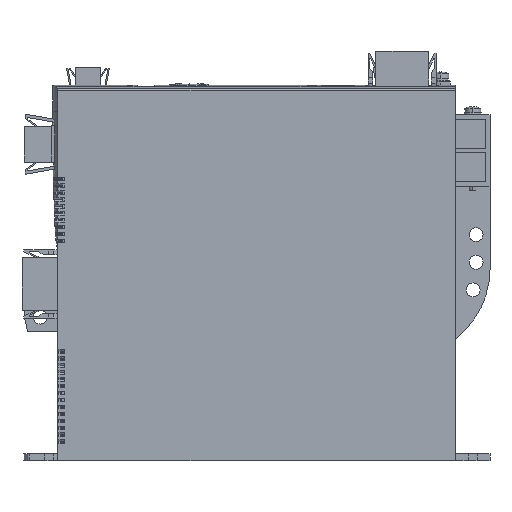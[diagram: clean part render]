
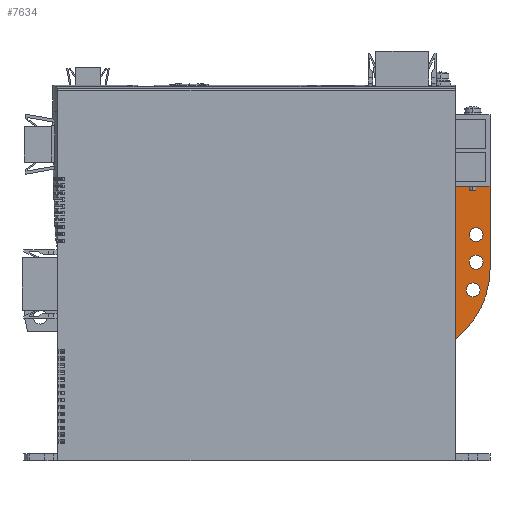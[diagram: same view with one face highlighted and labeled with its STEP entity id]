
A CAD part, left-side view. The second image highlights one B-rep face of the part: STEP entity #7634.
In plain terms, the highlighted planar face has unit normal (-1, 0, 0).
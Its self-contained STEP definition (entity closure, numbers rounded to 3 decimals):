
#7634=ADVANCED_FACE('NONE',(#19122,#19123,#19124,#19125),#19126,.F.);
#19122=FACE_OUTER_BOUND('',#34951,.T.);
#19123=FACE_BOUND('',#34952,.T.);
#19124=FACE_BOUND('',#34953,.T.);
#19125=FACE_BOUND('',#34954,.T.);
#19126=PLANE('',#34955);
#34951=EDGE_LOOP('',(#62117,#62118,#62119,#62120,#62121,#62122,#62123,#62124,#62125));
#34952=EDGE_LOOP('',(#62126,#62127));
#34953=EDGE_LOOP('',(#62128,#62129));
#34954=EDGE_LOOP('',(#62130,#62131));
#34955=AXIS2_PLACEMENT_3D('',#62132,#62133,#62134);
#62117=ORIENTED_EDGE('',*,*,#101151,.F.);
#62118=ORIENTED_EDGE('',*,*,#101152,.T.);
#62119=ORIENTED_EDGE('',*,*,#99156,.F.);
#62120=ORIENTED_EDGE('',*,*,#98143,.T.);
#62121=ORIENTED_EDGE('',*,*,#101153,.T.);
#62122=ORIENTED_EDGE('',*,*,#101154,.T.);
#62123=ORIENTED_EDGE('',*,*,#101155,.T.);
#62124=ORIENTED_EDGE('',*,*,#99160,.F.);
#62125=ORIENTED_EDGE('',*,*,#101156,.T.);
#62126=ORIENTED_EDGE('',*,*,#101157,.F.);
#62127=ORIENTED_EDGE('',*,*,#101158,.F.);
#62128=ORIENTED_EDGE('',*,*,#101159,.F.);
#62129=ORIENTED_EDGE('',*,*,#101160,.F.);
#62130=ORIENTED_EDGE('',*,*,#101161,.F.);
#62131=ORIENTED_EDGE('',*,*,#101162,.F.);
#62132=CARTESIAN_POINT('',(44.0,30.0,110.711));
#62133=DIRECTION('',(1.0,0.0,0.0));
#62134=DIRECTION('',(0.0,1.0,-0.0));
#98143=EDGE_CURVE('NONE',#119150,#119148,#119151,.T.);
#99156=EDGE_CURVE('NONE',#119150,#120870,#120871,.T.);
#99160=EDGE_CURVE('NONE',#120875,#120877,#120878,.T.);
#101151=EDGE_CURVE('NONE',#123544,#123545,#123546,.T.);
#101152=EDGE_CURVE('NONE',#123544,#120870,#123547,.T.);
#101153=EDGE_CURVE('NONE',#119148,#123548,#123549,.T.);
#101154=EDGE_CURVE('NONE',#123548,#123550,#123551,.T.);
#101155=EDGE_CURVE('NONE',#123550,#120877,#123552,.T.);
#101156=EDGE_CURVE('NONE',#120875,#123545,#123553,.T.);
#101157=EDGE_CURVE('NONE',#123554,#123555,#123556,.T.);
#101158=EDGE_CURVE('NONE',#123555,#123554,#123557,.T.);
#101159=EDGE_CURVE('NONE',#123558,#123559,#123560,.T.);
#101160=EDGE_CURVE('NONE',#123559,#123558,#123561,.T.);
#101161=EDGE_CURVE('NONE',#123562,#123563,#123564,.T.);
#101162=EDGE_CURVE('NONE',#123563,#123562,#123565,.T.);
#119148=VERTEX_POINT('NONE',#150547);
#119150=VERTEX_POINT('NONE',#150550);
#119151=LINE('',#150551,#150552);
#120870=VERTEX_POINT('NONE',#153105);
#120871=LINE('',#153106,#153107);
#120875=VERTEX_POINT('NONE',#153112);
#120877=VERTEX_POINT('NONE',#153115);
#120878=LINE('',#153116,#153117);
#123544=VERTEX_POINT('NONE',#157019);
#123545=VERTEX_POINT('NONE',#157020);
#123546=LINE('',#157021,#157022);
#123547=LINE('',#157023,#157024);
#123548=VERTEX_POINT('NONE',#157025);
#123549=LINE('',#157026,#157027);
#123550=VERTEX_POINT('NONE',#157028);
#123551=CIRCLE('',#157029,50.0);
#123552=LINE('',#157030,#157031);
#123553=LINE('',#157032,#157033);
#123554=VERTEX_POINT('NONE',#157034);
#123555=VERTEX_POINT('NONE',#157035);
#123556=CIRCLE('',#157036,4.);
#123557=CIRCLE('',#157037,4.);
#123558=VERTEX_POINT('NONE',#157038);
#123559=VERTEX_POINT('NONE',#157039);
#123560=CIRCLE('',#157040,4.);
#123561=CIRCLE('',#157041,4.);
#123562=VERTEX_POINT('NONE',#157042);
#123563=VERTEX_POINT('NONE',#157043);
#123564=CIRCLE('',#157044,4.0);
#123565=CIRCLE('',#157045,4.0);
#150547=CARTESIAN_POINT('',(44.0,0.,70.0));
#150550=CARTESIAN_POINT('',(44.0,0.,158.75));
#150551=CARTESIAN_POINT('',(44.0,0.,70.0));
#150552=VECTOR('',#191510,1000.0);
#153105=CARTESIAN_POINT('',(44.0,-4.943,158.75));
#153106=CARTESIAN_POINT('',(44.0,30.0,158.75));
#153107=VECTOR('',#192856,1000.0);
#153112=CARTESIAN_POINT('',(44.0,-12.858,158.75));
#153115=CARTESIAN_POINT('',(44.0,-20.0,158.75));
#153116=CARTESIAN_POINT('',(44.0,30.0,158.75));
#153117=VECTOR('',#192862,1000.0);
#157019=CARTESIAN_POINT('',(44.0,-4.943,158.5));
#157020=CARTESIAN_POINT('',(44.0,-12.858,158.5));
#157021=CARTESIAN_POINT('',(44.0,30.0,158.5));
#157022=VECTOR('',#194456,1000.0);
#157023=CARTESIAN_POINT('',(44.0,-4.943,110.711));
#157024=VECTOR('',#194457,1000.0);
#157025=CARTESIAN_POINT('',(44.0,-5.355,75.355));
#157026=CARTESIAN_POINT('',(44.0,-5.355,75.355));
#157027=VECTOR('',#194458,1000.0);
#157028=CARTESIAN_POINT('',(44.0,-20.0,110.711));
#157029=AXIS2_PLACEMENT_3D('',#194459,#194460,#194461);
#157030=CARTESIAN_POINT('',(44.0,-20.0,160.75));
#157031=VECTOR('',#194462,1000.0);
#157032=CARTESIAN_POINT('',(44.0,-12.858,110.711));
#157033=VECTOR('',#194463,1000.0);
#157034=CARTESIAN_POINT('',(44.0,-12.0,110.75));
#157035=CARTESIAN_POINT('',(44.0,-12.0,118.75));
#157036=AXIS2_PLACEMENT_3D('',#194464,#194465,#194466);
#157037=AXIS2_PLACEMENT_3D('',#194467,#194468,#194469);
#157038=CARTESIAN_POINT('',(44.0,-10.261,94.75));
#157039=CARTESIAN_POINT('',(44.0,-10.261,102.75));
#157040=AXIS2_PLACEMENT_3D('',#194470,#194471,#194472);
#157041=AXIS2_PLACEMENT_3D('',#194473,#194474,#194475);
#157042=CARTESIAN_POINT('',(44.0,-12.0,126.75));
#157043=CARTESIAN_POINT('',(44.0,-12.0,134.75));
#157044=AXIS2_PLACEMENT_3D('',#194476,#194477,#194478);
#157045=AXIS2_PLACEMENT_3D('',#194479,#194480,#194481);
#191510=DIRECTION('',(0.0,0.,-1.0));
#192856=DIRECTION('',(0.0,-1.0,0.0));
#192862=DIRECTION('',(0.0,-1.0,0.0));
#194456=DIRECTION('',(0.0,-1.0,0.0));
#194457=DIRECTION('',(0.0,0.0,1.0));
#194458=DIRECTION('',(0.0,-0.707,0.707));
#194459=CARTESIAN_POINT('',(44.0,30.0,110.711));
#194460=DIRECTION('',(-1.0,0.0,0.0));
#194461=DIRECTION('',(0.0,0.0,-1.0));
#194462=DIRECTION('',(0.0,0.,1.0));
#194463=DIRECTION('',(0.0,0.0,-1.0));
#194464=CARTESIAN_POINT('',(44.0,-12.0,114.75));
#194465=DIRECTION('',(-1.0,0.0,0.0));
#194466=DIRECTION('',(0.0,0.0,-1.0));
#194467=CARTESIAN_POINT('',(44.0,-12.0,114.75));
#194468=DIRECTION('',(-1.0,0.0,0.0));
#194469=DIRECTION('',(0.0,0.0,-1.0));
#194470=CARTESIAN_POINT('',(44.0,-10.261,98.75));
#194471=DIRECTION('',(-1.0,0.0,0.0));
#194472=DIRECTION('',(0.0,0.0,1.0));
#194473=CARTESIAN_POINT('',(44.0,-10.261,98.75));
#194474=DIRECTION('',(-1.0,0.0,0.0));
#194475=DIRECTION('',(0.0,0.0,1.0));
#194476=CARTESIAN_POINT('',(44.0,-12.0,130.75));
#194477=DIRECTION('',(-1.0,0.0,0.0));
#194478=DIRECTION('',(0.0,0.0,1.0));
#194479=CARTESIAN_POINT('',(44.0,-12.0,130.75));
#194480=DIRECTION('',(-1.0,0.0,0.0));
#194481=DIRECTION('',(0.0,0.0,1.0));
